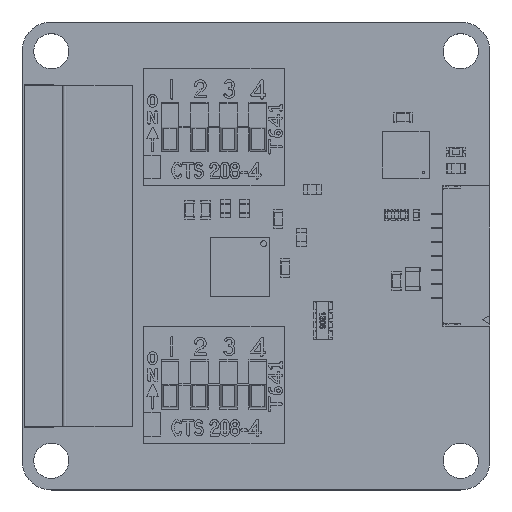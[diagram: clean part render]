
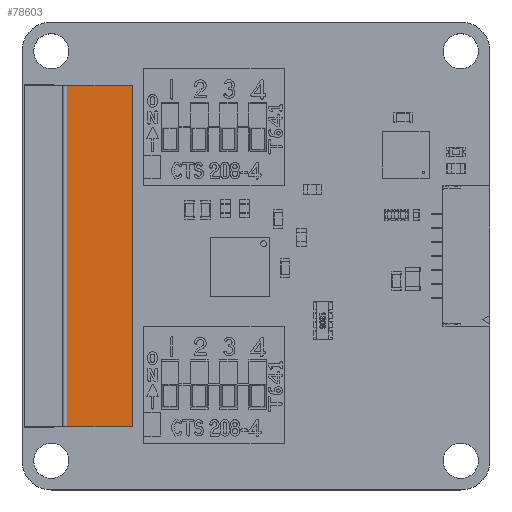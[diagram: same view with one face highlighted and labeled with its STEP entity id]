
A CAD part, top view. The second image highlights one B-rep face of the part: STEP entity #78603.
In plain terms, the highlighted planar face has unit normal (0, 0, 1).
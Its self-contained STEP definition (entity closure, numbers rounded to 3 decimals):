
#76040 = VERTEX_POINT('',#76041);
#76041 = CARTESIAN_POINT('',(-14.575,4.6,3.525));
#76047 = EDGE_CURVE('',#76040,#76048,#76050,.T.);
#76048 = VERTEX_POINT('',#76049);
#76049 = CARTESIAN_POINT('',(14.575,4.6,3.525));
#76050 = LINE('',#76051,#76052);
#76051 = CARTESIAN_POINT('',(-14.575,4.6,3.525));
#76052 = VECTOR('',#76053,1.);
#76053 = DIRECTION('',(1.,0.,0.));
#76337 = EDGE_CURVE('',#76040,#76338,#76340,.T.);
#76338 = VERTEX_POINT('',#76339);
#76339 = CARTESIAN_POINT('',(-14.575,-1.,3.525));
#76340 = LINE('',#76341,#76342);
#76341 = CARTESIAN_POINT('',(-14.575,4.6,3.525));
#76342 = VECTOR('',#76343,1.);
#76343 = DIRECTION('',(0.,-1.,0.));
#77508 = EDGE_CURVE('',#76048,#77509,#77511,.T.);
#77509 = VERTEX_POINT('',#77510);
#77510 = CARTESIAN_POINT('',(14.575,-1.,3.525));
#77511 = LINE('',#77512,#77513);
#77512 = CARTESIAN_POINT('',(14.575,4.6,3.525));
#77513 = VECTOR('',#77514,1.);
#77514 = DIRECTION('',(0.,-1.,0.));
#78603 = ADVANCED_FACE('',(#78604),#78615,.F.);
#78604 = FACE_BOUND('',#78605,.F.);
#78605 = EDGE_LOOP('',(#78606,#78607,#78608,#78609));
#78606 = ORIENTED_EDGE('',*,*,#76337,.F.);
#78607 = ORIENTED_EDGE('',*,*,#76047,.T.);
#78608 = ORIENTED_EDGE('',*,*,#77508,.T.);
#78609 = ORIENTED_EDGE('',*,*,#78610,.F.);
#78610 = EDGE_CURVE('',#76338,#77509,#78611,.T.);
#78611 = LINE('',#78612,#78613);
#78612 = CARTESIAN_POINT('',(-14.575,-1.,3.525));
#78613 = VECTOR('',#78614,1.);
#78614 = DIRECTION('',(1.,0.,0.));
#78615 = PLANE('',#78616);
#78616 = AXIS2_PLACEMENT_3D('',#78617,#78618,#78619);
#78617 = CARTESIAN_POINT('',(-14.575,4.6,3.525));
#78618 = DIRECTION('',(0.,0.,-1.));
#78619 = DIRECTION('',(0.,-1.,0.));
